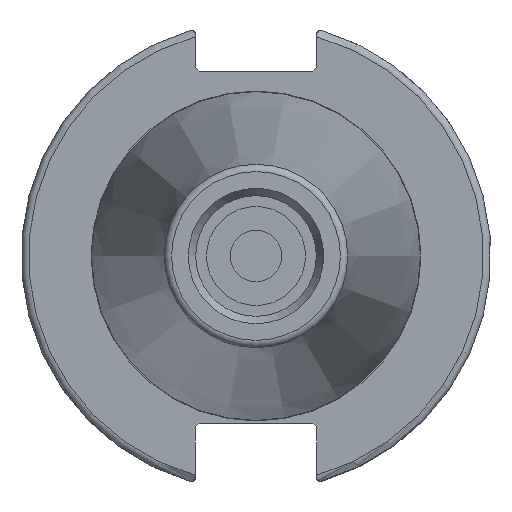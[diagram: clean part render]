
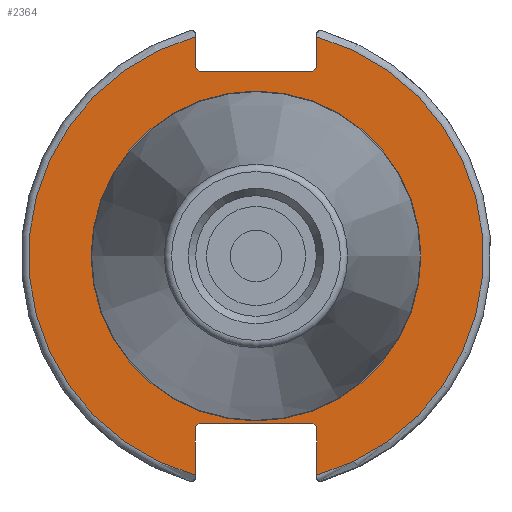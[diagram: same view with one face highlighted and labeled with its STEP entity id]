
A CAD part, left-side view. The second image highlights one B-rep face of the part: STEP entity #2364.
In plain terms, the highlighted planar face has unit normal (-1, 0, 0).
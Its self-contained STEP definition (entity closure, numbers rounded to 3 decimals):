
#423=FACE_BOUND('',#689,.T.);
#440=PLANE('',#2733);
#552=FACE_OUTER_BOUND('',#688,.T.);
#688=EDGE_LOOP('',(#1796,#1797,#1798,#1799,#1800,#1801,#1802,#1803,#1804,
#1805,#1806,#1807));
#689=EDGE_LOOP('',(#1808));
#828=LINE('',#3896,#974);
#829=LINE('',#3898,#975);
#830=LINE('',#3900,#976);
#831=LINE('',#3902,#977);
#832=LINE('',#3904,#978);
#833=LINE('',#3908,#979);
#834=LINE('',#3910,#980);
#835=LINE('',#3912,#981);
#836=LINE('',#3914,#982);
#837=LINE('',#3915,#983);
#974=VECTOR('',#3127,10.);
#975=VECTOR('',#3128,10.);
#976=VECTOR('',#3129,10.);
#977=VECTOR('',#3130,10.);
#978=VECTOR('',#3131,10.);
#979=VECTOR('',#3134,10.);
#980=VECTOR('',#3135,10.);
#981=VECTOR('',#3136,10.);
#982=VECTOR('',#3137,10.);
#983=VECTOR('',#3138,10.);
#1132=CIRCLE('',#2731,22.3);
#1134=CIRCLE('',#2734,30.75);
#1135=CIRCLE('',#2735,30.75);
#1245=VERTEX_POINT('',#3887);
#1246=VERTEX_POINT('',#3892);
#1247=VERTEX_POINT('',#3893);
#1248=VERTEX_POINT('',#3895);
#1249=VERTEX_POINT('',#3897);
#1250=VERTEX_POINT('',#3899);
#1251=VERTEX_POINT('',#3901);
#1252=VERTEX_POINT('',#3903);
#1253=VERTEX_POINT('',#3905);
#1254=VERTEX_POINT('',#3907);
#1255=VERTEX_POINT('',#3909);
#1256=VERTEX_POINT('',#3911);
#1257=VERTEX_POINT('',#3913);
#1456=EDGE_CURVE('',#1245,#1245,#1132,.T.);
#1458=EDGE_CURVE('',#1246,#1247,#1134,.T.);
#1459=EDGE_CURVE('',#1246,#1248,#828,.T.);
#1460=EDGE_CURVE('',#1249,#1248,#829,.T.);
#1461=EDGE_CURVE('',#1249,#1250,#830,.T.);
#1462=EDGE_CURVE('',#1251,#1250,#831,.T.);
#1463=EDGE_CURVE('',#1251,#1252,#832,.T.);
#1464=EDGE_CURVE('',#1253,#1252,#1135,.T.);
#1465=EDGE_CURVE('',#1253,#1254,#833,.T.);
#1466=EDGE_CURVE('',#1255,#1254,#834,.T.);
#1467=EDGE_CURVE('',#1255,#1256,#835,.T.);
#1468=EDGE_CURVE('',#1257,#1256,#836,.T.);
#1469=EDGE_CURVE('',#1257,#1247,#837,.T.);
#1796=ORIENTED_EDGE('',*,*,#1458,.F.);
#1797=ORIENTED_EDGE('',*,*,#1459,.T.);
#1798=ORIENTED_EDGE('',*,*,#1460,.F.);
#1799=ORIENTED_EDGE('',*,*,#1461,.T.);
#1800=ORIENTED_EDGE('',*,*,#1462,.F.);
#1801=ORIENTED_EDGE('',*,*,#1463,.T.);
#1802=ORIENTED_EDGE('',*,*,#1464,.F.);
#1803=ORIENTED_EDGE('',*,*,#1465,.T.);
#1804=ORIENTED_EDGE('',*,*,#1466,.F.);
#1805=ORIENTED_EDGE('',*,*,#1467,.T.);
#1806=ORIENTED_EDGE('',*,*,#1468,.F.);
#1807=ORIENTED_EDGE('',*,*,#1469,.T.);
#1808=ORIENTED_EDGE('',*,*,#1456,.F.);
#2364=ADVANCED_FACE('',(#552,#423),#440,.T.);
#2731=AXIS2_PLACEMENT_3D('',#3889,#3119,#3120);
#2733=AXIS2_PLACEMENT_3D('',#3891,#3123,#3124);
#2734=AXIS2_PLACEMENT_3D('',#3894,#3125,#3126);
#2735=AXIS2_PLACEMENT_3D('',#3906,#3132,#3133);
#3119=DIRECTION('center_axis',(-1.,0.,0.));
#3120=DIRECTION('ref_axis',(0.,-1.,0.));
#3123=DIRECTION('center_axis',(-1.,0.,0.));
#3124=DIRECTION('ref_axis',(0.,0.,1.));
#3125=DIRECTION('center_axis',(1.,0.,0.));
#3126=DIRECTION('ref_axis',(0.,-1.,0.));
#3127=DIRECTION('',(0.,0.,-1.));
#3128=DIRECTION('',(0.,-0.707,0.707));
#3129=DIRECTION('',(0.,1.,0.));
#3130=DIRECTION('',(0.,-0.707,-0.707));
#3131=DIRECTION('',(0.,0.,1.));
#3132=DIRECTION('center_axis',(1.,0.,0.));
#3133=DIRECTION('ref_axis',(0.,1.,0.));
#3134=DIRECTION('',(0.,0.,1.));
#3135=DIRECTION('',(0.,0.707,-0.707));
#3136=DIRECTION('',(0.,-1.,0.));
#3137=DIRECTION('',(0.,0.707,0.707));
#3138=DIRECTION('',(0.,0.,-1.));
#3887=CARTESIAN_POINT('',(3.175,0.,22.3));
#3889=CARTESIAN_POINT('Origin',(3.175,0.,0.));
#3891=CARTESIAN_POINT('Origin',(3.175,31.75,0.));
#3892=CARTESIAN_POINT('',(3.175,-8.19,29.639));
#3893=CARTESIAN_POINT('',(3.175,-8.19,-29.639));
#3894=CARTESIAN_POINT('Origin',(3.175,0.,0.));
#3895=CARTESIAN_POINT('',(3.175,-8.19,25.5));
#3896=CARTESIAN_POINT('',(3.175,-8.19,12.5));
#3897=CARTESIAN_POINT('',(3.175,-7.69,25.));
#3898=CARTESIAN_POINT('',(3.175,8.295,9.015));
#3899=CARTESIAN_POINT('',(3.175,7.69,25.));
#3900=CARTESIAN_POINT('',(3.175,15.875,25.));
#3901=CARTESIAN_POINT('',(3.175,8.19,25.5));
#3902=CARTESIAN_POINT('',(3.175,7.58,24.89));
#3903=CARTESIAN_POINT('',(3.175,8.19,29.639));
#3904=CARTESIAN_POINT('',(3.175,8.19,12.5));
#3905=CARTESIAN_POINT('',(3.175,8.19,-29.639));
#3906=CARTESIAN_POINT('Origin',(3.175,0.,0.));
#3907=CARTESIAN_POINT('',(3.175,8.19,-23.1));
#3908=CARTESIAN_POINT('',(3.175,8.19,-11.3));
#3909=CARTESIAN_POINT('',(3.175,7.69,-22.6));
#3910=CARTESIAN_POINT('',(3.175,8.18,-23.09));
#3911=CARTESIAN_POINT('',(3.175,-7.69,-22.6));
#3912=CARTESIAN_POINT('',(3.175,15.875,-22.6));
#3913=CARTESIAN_POINT('',(3.175,-8.19,-23.1));
#3914=CARTESIAN_POINT('',(3.175,7.695,-7.215));
#3915=CARTESIAN_POINT('',(3.175,-8.19,-11.3));
